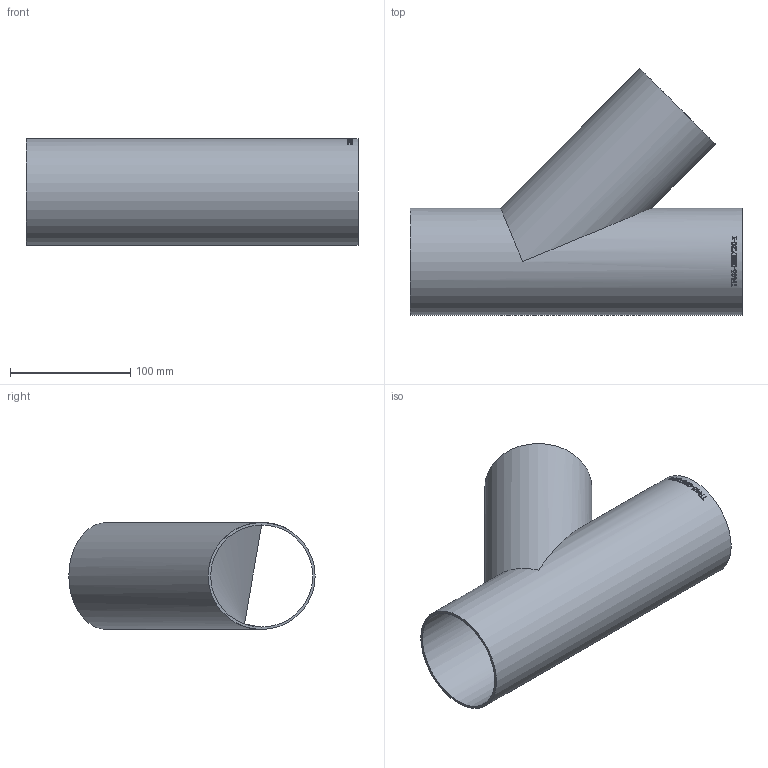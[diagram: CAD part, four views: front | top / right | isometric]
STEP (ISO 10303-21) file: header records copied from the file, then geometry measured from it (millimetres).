
FILE_DESCRIPTION (( 'STEP AP214' ), '1' );
FILE_NAME ('TR45-088X20-x T-Stück 45°geschweisst Ø88,9 L276 1911.STEP', '2019-11-14T13:46:02', ( '' ), ( '' ), 'SwSTEP 2.0', 'SolidWorks 2016', '' );
FILE_SCHEMA (( 'AUTOMOTIVE_DESIGN' ));
Length unit declared in the file: millimetre
Products named in the file (1): TR45-088X20-x T-Stück 45°geschweisst Ø88,9 L276  1911
Bounding box: 276 x 204.79 x 88.9 mm (x, y, z)
Volume: 207494.4 mm3; surface area: 209146.7 mm2
Topology: 1 solids, 1 shells, 189 faces, 504 edges, 336 vertices
Faces by surface type: bspline 110, plane 54, cylinder 25
Full cylindrical faces by diameter (mm): 84.9 x2, 88.9 x2
Entity records: 22710 total; most frequent: CARTESIAN_POINT 17044, ORIENTED_EDGE 986, EDGE_CURVE 493, DIRECTION 374, B_SPLINE_CURVE_WITH_KNOTS 345, VERTEX_POINT 332, EDGE_LOOP 219, FACE_OUTER_BOUND 193
